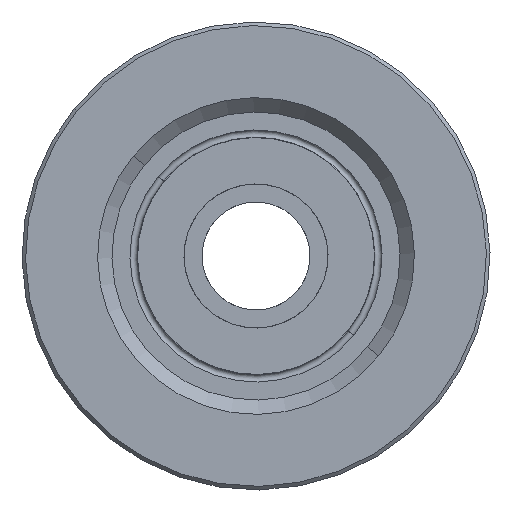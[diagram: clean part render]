
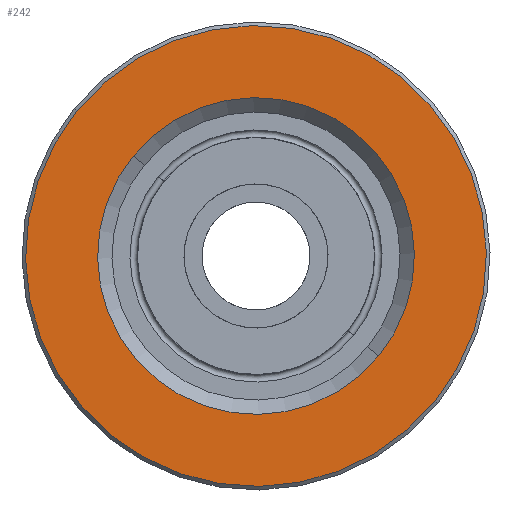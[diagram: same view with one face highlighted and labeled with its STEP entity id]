
A CAD part, front view. The second image highlights one B-rep face of the part: STEP entity #242.
In plain terms, the highlighted planar face has unit normal (0, -1, 0).
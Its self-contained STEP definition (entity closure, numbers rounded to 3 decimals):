
#31 = CARTESIAN_POINT ( 'NONE',  ( 0., -4.25, -4.4 ) ) ;
#85 = AXIS2_PLACEMENT_3D ( 'NONE', #1548, #1540, #1530 ) ;
#104 = FACE_OUTER_BOUND ( 'NONE', #1471, .T. ) ;
#139 = CARTESIAN_POINT ( 'NONE',  ( 0., -4.25, 6.4 ) ) ;
#236 = CIRCLE ( 'NONE', #774, 6.4 ) ;
#242 = ADVANCED_FACE ( 'NONE', ( #104, #1704 ), #725, .F. ) ;
#253 = DIRECTION ( 'NONE',  ( 0., 1., 0. ) ) ;
#319 = DIRECTION ( 'NONE',  ( 0., -1., 0. ) ) ;
#415 = CIRCLE ( 'NONE', #85, 6.4 ) ;
#437 = ORIENTED_EDGE ( 'NONE', *, *, #991, .T. ) ;
#528 = CARTESIAN_POINT ( 'NONE',  ( 0., -4.25, 0. ) ) ;
#657 = CARTESIAN_POINT ( 'NONE',  ( 0., -4.25, -6.4 ) ) ;
#675 = DIRECTION ( 'NONE',  ( 0., 0., 1. ) ) ;
#686 = CARTESIAN_POINT ( 'NONE',  ( 0., -4.25, 0. ) ) ;
#725 = PLANE ( 'NONE',  #1541 ) ;
#774 = AXIS2_PLACEMENT_3D ( 'NONE', #528, #319, #1265 ) ;
#819 = VERTEX_POINT ( 'NONE', #139 ) ;
#821 = EDGE_CURVE ( 'NONE', #1318, #819, #236, .T. ) ;
#991 = EDGE_CURVE ( 'NONE', #819, #1318, #415, .T. ) ;
#1042 = CARTESIAN_POINT ( 'NONE',  ( 4., -4.25, 0. ) ) ;
#1062 = VERTEX_POINT ( 'NONE', #1427 ) ;
#1197 = CARTESIAN_POINT ( 'NONE',  ( 0., -4.25, 0. ) ) ;
#1265 = DIRECTION ( 'NONE',  ( 0., 0., 1. ) ) ;
#1271 = DIRECTION ( 'NONE',  ( 0., 1., 0. ) ) ;
#1296 = DIRECTION ( 'NONE',  ( 0., 0., 1. ) ) ;
#1307 = EDGE_CURVE ( 'NONE', #1498, #1062, #2024, .T. ) ;
#1318 = VERTEX_POINT ( 'NONE', #657 ) ;
#1371 = DIRECTION ( 'NONE',  ( 0., 0., 1. ) ) ;
#1382 = CIRCLE ( 'NONE', #1841, 4.4 ) ;
#1427 = CARTESIAN_POINT ( 'NONE',  ( 0., -4.25, 4.4 ) ) ;
#1471 = EDGE_LOOP ( 'NONE', ( #437, #1596 ) ) ;
#1498 = VERTEX_POINT ( 'NONE', #31 ) ;
#1530 = DIRECTION ( 'NONE',  ( 0., 0., 1. ) ) ;
#1540 = DIRECTION ( 'NONE',  ( 0., -1., 0. ) ) ;
#1541 = AXIS2_PLACEMENT_3D ( 'NONE', #1042, #1271, #1296 ) ;
#1548 = CARTESIAN_POINT ( 'NONE',  ( 0., -4.25, 0. ) ) ;
#1596 = ORIENTED_EDGE ( 'NONE', *, *, #821, .T. ) ;
#1704 = FACE_BOUND ( 'NONE', #2021, .T. ) ;
#1838 = EDGE_CURVE ( 'NONE', #1062, #1498, #1382, .T. ) ;
#1841 = AXIS2_PLACEMENT_3D ( 'NONE', #1197, #253, #1371 ) ;
#1842 = ORIENTED_EDGE ( 'NONE', *, *, #1307, .T. ) ;
#1891 = ORIENTED_EDGE ( 'NONE', *, *, #1838, .T. ) ;
#2009 = DIRECTION ( 'NONE',  ( 0., 1., 0. ) ) ;
#2010 = AXIS2_PLACEMENT_3D ( 'NONE', #686, #2009, #675 ) ;
#2021 = EDGE_LOOP ( 'NONE', ( #1842, #1891 ) ) ;
#2024 = CIRCLE ( 'NONE', #2010, 4.4 ) ;
